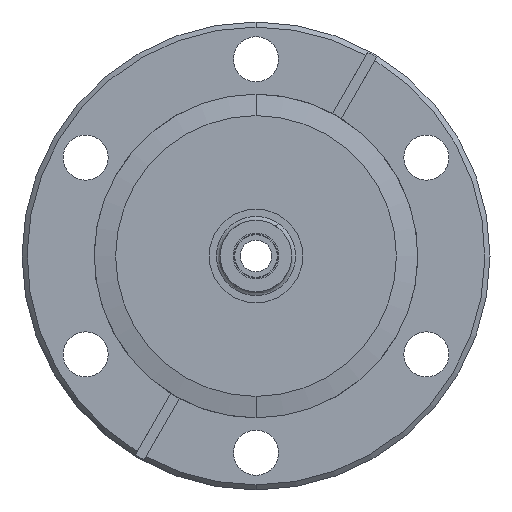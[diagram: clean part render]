
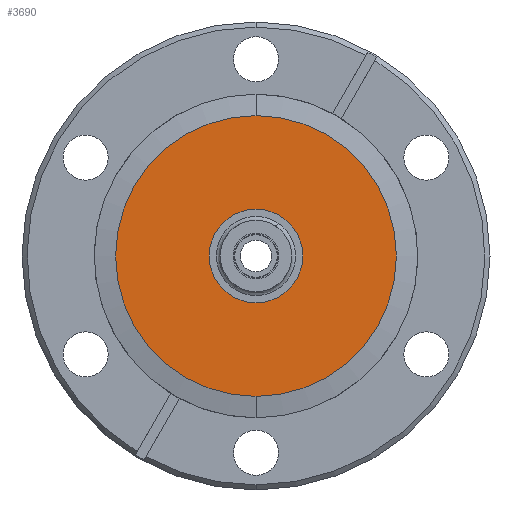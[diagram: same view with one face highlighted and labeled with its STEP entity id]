
A CAD part, front view. The second image highlights one B-rep face of the part: STEP entity #3690.
In plain terms, the highlighted planar face has unit normal (0, -1, 0).
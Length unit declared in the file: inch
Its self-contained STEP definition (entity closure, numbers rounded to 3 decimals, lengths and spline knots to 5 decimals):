
#61 = CARTESIAN_POINT ( 'NONE',  ( -0.825, 0.72412, 0.001 ) ) ;
#64 = PLANE ( 'NONE',  #792 ) ;
#66 = DIRECTION ( 'NONE',  ( 0., -1., 0. ) ) ;
#67 = DIRECTION ( 'NONE',  ( 0., 0., -1. ) ) ;
#792 = AXIS2_PLACEMENT_3D ( 'NONE', #61, #66, #67 ) ;
#821 = EDGE_CURVE ( 'NONE', #899, #1623, #3651, .T. ) ;
#875 = VERTEX_POINT ( 'NONE', #1683 ) ;
#899 = VERTEX_POINT ( 'NONE', #1707 ) ;
#936 = VERTEX_POINT ( 'NONE', #1744 ) ;
#1536 = EDGE_LOOP ( 'NONE', ( #2163, #2149 ) ) ;
#1546 = EDGE_LOOP ( 'NONE', ( #2580, #2583 ) ) ;
#1623 = VERTEX_POINT ( 'NONE', #2068 ) ;
#1683 = CARTESIAN_POINT ( 'NONE',  ( 0., 0.72412, -0.824 ) ) ;
#1707 = CARTESIAN_POINT ( 'NONE',  ( 0., 0.72412, -0.274 ) ) ;
#1744 = CARTESIAN_POINT ( 'NONE',  ( 0., 0.72412, 0.826 ) ) ;
#1777 = EDGE_CURVE ( 'NONE', #936, #875, #3576, .T. ) ;
#1961 = CARTESIAN_POINT ( 'NONE',  ( 0., 0.72412, 0.001 ) ) ;
#1962 = DIRECTION ( 'NONE',  ( 0., 1., 0. ) ) ;
#1963 = DIRECTION ( 'NONE',  ( 0., 0., 1. ) ) ;
#2068 = CARTESIAN_POINT ( 'NONE',  ( 0., 0.72412, 0.276 ) ) ;
#2149 = ORIENTED_EDGE ( 'NONE', *, *, #1777, .T. ) ;
#2163 = ORIENTED_EDGE ( 'NONE', *, *, #2347, .T. ) ;
#2257 = FACE_OUTER_BOUND ( 'NONE', #1536, .T. ) ;
#2262 = FACE_BOUND ( 'NONE', #1546, .T. ) ;
#2347 = EDGE_CURVE ( 'NONE', #875, #936, #3006, .T. ) ;
#2365 = EDGE_CURVE ( 'NONE', #1623, #899, #2985, .T. ) ;
#2456 = CARTESIAN_POINT ( 'NONE',  ( 0., 0.72412, 0.001 ) ) ;
#2457 = DIRECTION ( 'NONE',  ( 0., 1., 0. ) ) ;
#2458 = DIRECTION ( 'NONE',  ( 0., 0., 1. ) ) ;
#2580 = ORIENTED_EDGE ( 'NONE', *, *, #2365, .T. ) ;
#2583 = ORIENTED_EDGE ( 'NONE', *, *, #821, .T. ) ;
#2613 = CARTESIAN_POINT ( 'NONE',  ( 0., 0.72412, 0.001 ) ) ;
#2614 = DIRECTION ( 'NONE',  ( 0., -1., 0. ) ) ;
#2615 = DIRECTION ( 'NONE',  ( 0., 0., -1. ) ) ;
#2685 = CARTESIAN_POINT ( 'NONE',  ( 0., 0.72412, 0.001 ) ) ;
#2686 = DIRECTION ( 'NONE',  ( 0., -1., 0. ) ) ;
#2687 = DIRECTION ( 'NONE',  ( 0., 0., -1. ) ) ;
#2985 = CIRCLE ( 'NONE', #3271, 0.275 ) ;
#3006 = CIRCLE ( 'NONE', #3257, 0.825 ) ;
#3228 = AXIS2_PLACEMENT_3D ( 'NONE', #2456, #2457, #2458 ) ;
#3241 = AXIS2_PLACEMENT_3D ( 'NONE', #2613, #2614, #2615 ) ;
#3257 = AXIS2_PLACEMENT_3D ( 'NONE', #2685, #2686, #2687 ) ;
#3271 = AXIS2_PLACEMENT_3D ( 'NONE', #1961, #1962, #1963 ) ;
#3576 = CIRCLE ( 'NONE', #3241, 0.825 ) ;
#3651 = CIRCLE ( 'NONE', #3228, 0.275 ) ;
#3690 = ADVANCED_FACE ( 'NONE', ( #2257, #2262 ), #64, .T. ) ;
